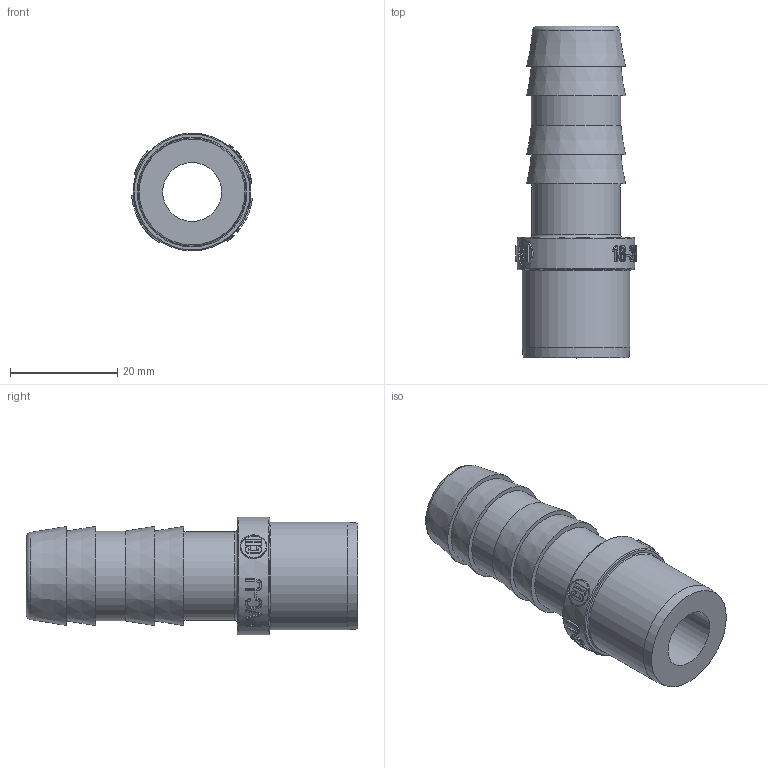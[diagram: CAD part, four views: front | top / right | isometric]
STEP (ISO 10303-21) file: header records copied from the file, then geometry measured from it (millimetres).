
FILE_DESCRIPTION( ( 'Unknown' ), '1' );
FILE_NAME( 'Espiga ø 18-20.stp', 'Unknown', ( 'Unknown' ), ( 'Unknown' ), 'PSStep 16.0.42', 'Unknown', ' ' );
FILE_SCHEMA( ( 'AUTOMOTIVE_DESIGN { 1 0 10303 214 1 1 1 1 }' ) );
Length unit declared in the file: millimetre
Products named in the file (1): 1
Bounding box: 22.52 x 62 x 22 mm (x, y, z)
Volume: 10754.2 mm3; surface area: 6510.1 mm2
Topology: 1 solids, 1 shells, 222 faces, 565 edges, 376 vertices
Faces by surface type: plane 95, extrusion 66, cylinder 51, cone 5, torus 5
Full cylindrical faces by diameter (mm): 4.803 x1, 5.003 x1, 11 x1, 16.5 x1, 16.758 x1, 20.1 x1, 22 x1
Entity records: 9947 total; most frequent: CARTESIAN_POINT 3094, ORIENTED_EDGE 1086, DIRECTION 868, EDGE_CURVE 543, VERTEX_POINT 371, VECTOR 316, AXIS2_PLACEMENT_3D 276, EDGE_LOOP 272
